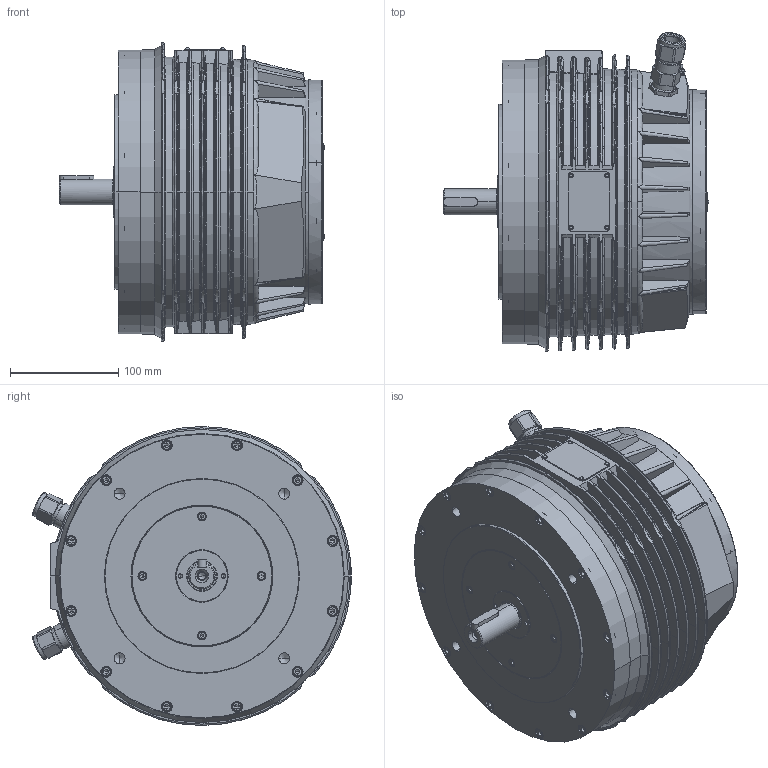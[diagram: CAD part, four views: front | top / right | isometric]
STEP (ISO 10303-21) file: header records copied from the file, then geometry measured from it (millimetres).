
FILE_DESCRIPTION((''),'2;1');
FILE_NAME('MA-20 Ex db IIC T5 Basic + Resolver 2T8.stp','2014-05-16T09:23:38',('arodrigo'),(''),'Autodesk Inventor 9','Autodesk Inventor 9','');
FILE_SCHEMA(('AUTOMOTIVE_DESIGN { 1 0 10303 214 1 1 1 1 }'));
Length unit declared in the file: millimetre
Products named in the file (1): Pieza1
Bounding box: 245.28 x 294.24 x 276 mm (x, y, z)
Volume: 5537430.2 mm3; surface area: 576942.7 mm2
Topology: 1 solids, 60 shells, 1685 faces, 4275 edges, 2725 vertices
Faces by surface type: bspline 530, plane 484, cylinder 279, cone 222, torus 164, sphere 6
Entity records: 64478 total; most frequent: CARTESIAN_POINT 26942, ORIENTED_EDGE 8294, DIRECTION 7335, EDGE_CURVE 4147, AXIS2_PLACEMENT_3D 2987, VERTEX_POINT 2725, EDGE_LOOP 1908, CIRCLE 1827
